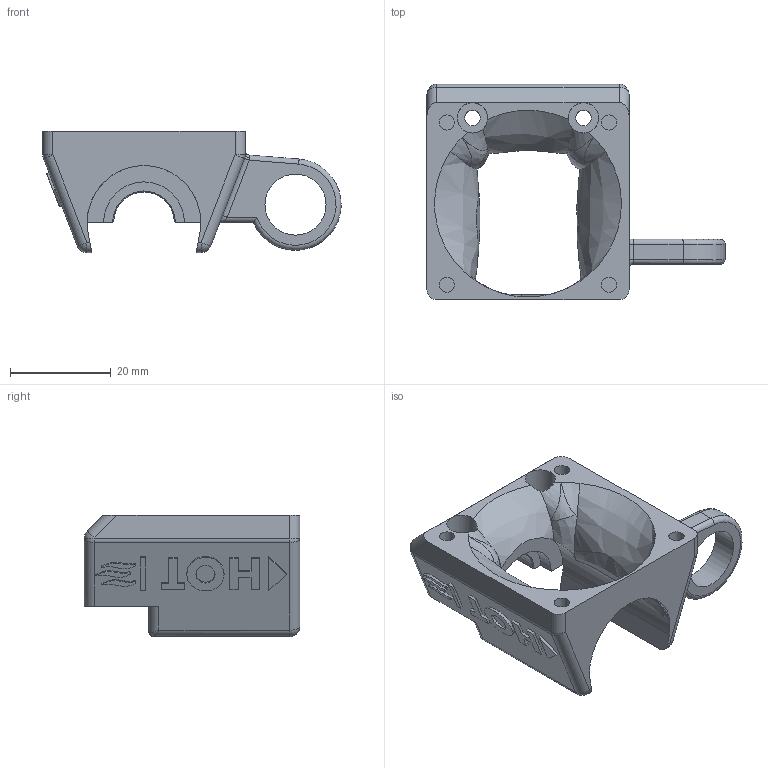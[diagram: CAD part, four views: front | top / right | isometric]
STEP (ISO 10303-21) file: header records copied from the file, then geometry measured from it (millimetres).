
FILE_DESCRIPTION(/* description */ (''),/* implementation_level */ '2;1');
FILE_NAME(/* name */ 'X_carriage_-_V6_Locker_12mm_Sensor.step',/* time_stamp */ '2020-02-01T17:36:23-05:00',/* author */ (''),/* organization */ (''),/* preprocessor_version */ 'ST-DEVELOPER v18',/* originating_system */ 'Autodesk Translation Framework v8.12.0.6',/* authorisation */ '');
FILE_SCHEMA (('AUTOMOTIVE_DESIGN { 1 0 10303 214 3 1 1 }'));
Length unit declared in the file: millimetre
Products named in the file (1): FusionComponent
Bounding box: 59.07 x 42.7 x 24 mm (x, y, z)
Volume: 16044.8 mm3; surface area: 7751 mm2
Topology: 1 solids, 1 shells, 201 faces, 523 edges, 332 vertices
Faces by surface type: bspline 74, plane 67, cylinder 44, sphere 8, torus 5, cone 3
Full cylindrical faces by diameter (mm): 3 x4, 3.1 x2, 6 x2, 12.1 x1
Entity records: 8053 total; most frequent: CARTESIAN_POINT 3569, ORIENTED_EDGE 1038, DIRECTION 716, EDGE_CURVE 519, VERTEX_POINT 332, AXIS2_PLACEMENT_3D 240, LINE 236, VECTOR 236
